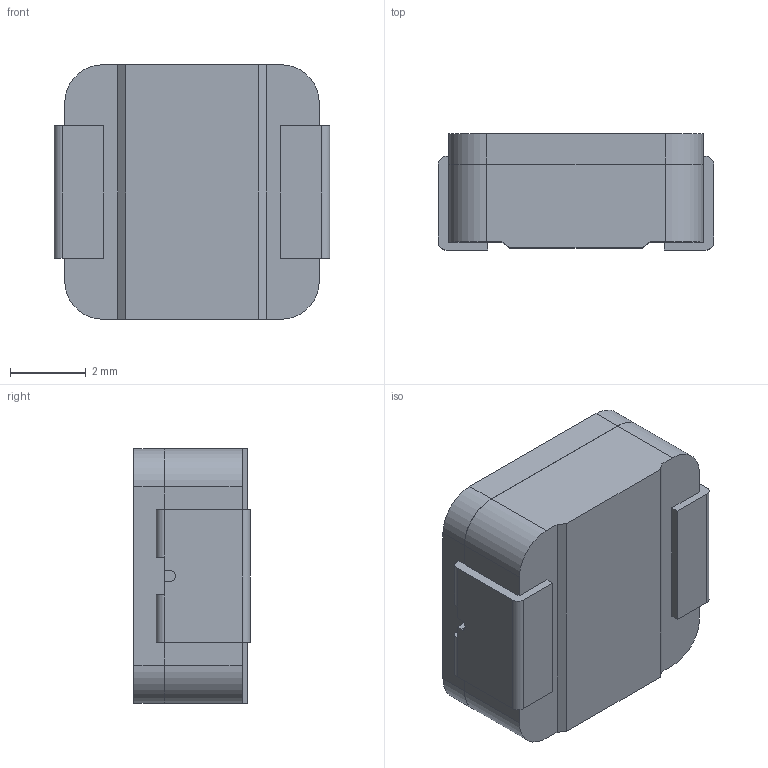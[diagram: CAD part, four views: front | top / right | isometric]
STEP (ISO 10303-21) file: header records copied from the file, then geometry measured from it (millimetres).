
FILE_DESCRIPTION (( 'STEP AP214' ), '1' );
FILE_NAME ('MPX1D0630M(KEMET).STEP', '2019-07-10T06:15:33', ( '' ), ( '' ), 'SwSTEP 2.0', 'SolidWorks 2018', '' );
FILE_SCHEMA (( 'AUTOMOTIVE_DESIGN' ));
Length unit declared in the file: millimetre
Products named in the file (1): MPX1D0630M(KEMET)
Bounding box: 7.25 x 3.06 x 6.7 mm (x, y, z)
Volume: 135 mm3; surface area: 198.4 mm2
Topology: 1 solids, 1 shells, 138 faces, 421 edges, 280 vertices
Faces by surface type: plane 117, cylinder 21
Entity records: 6219 total; most frequent: ORIENTED_EDGE 842, CARTESIAN_POINT 840, DIRECTION 741, EDGE_CURVE 421, VECTOR 379, LINE 379, VERTEX_POINT 280, AXIS2_PLACEMENT_3D 181
